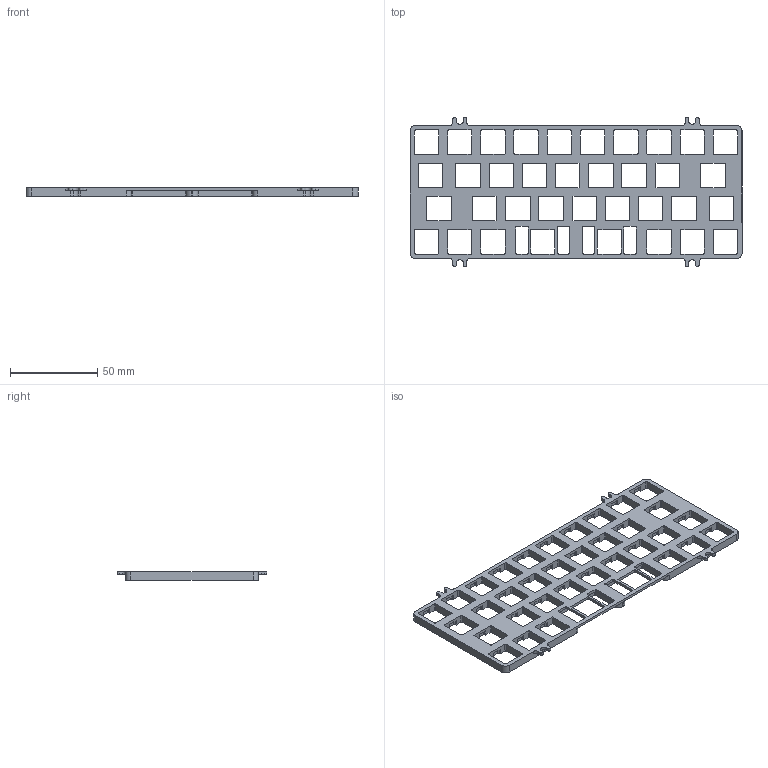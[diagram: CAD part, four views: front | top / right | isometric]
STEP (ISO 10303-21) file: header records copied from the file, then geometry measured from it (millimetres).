
FILE_DESCRIPTION(/* description */ (''),/* implementation_level */ '2;1');
FILE_NAME(/* name */ 'Row Stagger 4.7mm.step',/* time_stamp */ '2025-09-05T18:10:58-04:00',/* author */ (''),/* organization */ (''),/* preprocessor_version */ 'ST-DEVELOPER v20.1',/* originating_system */ 'Autodesk Translation Framework v14.10.0.0',/* authorisation */ '');
FILE_SCHEMA (('AUTOMOTIVE_DESIGN { 1 0 10303 214 3 1 1 }'));
Length unit declared in the file: millimetre
Products named in the file (1): Discretion v3
Bounding box: 190.45 x 85.65 x 4.7 mm (x, y, z)
Volume: 30477.6 mm3; surface area: 26705.1 mm2
Topology: 1 solids, 1 shells, 809 faces, 2421 edges, 1614 vertices
Faces by surface type: plane 470, cylinder 339
Entity records: 27571 total; most frequent: CARTESIAN_POINT 4845, ORIENTED_EDGE 4842, DIRECTION 4719, EDGE_CURVE 2421, LINE 1743, VECTOR 1743, VERTEX_POINT 1614, AXIS2_PLACEMENT_3D 1488
